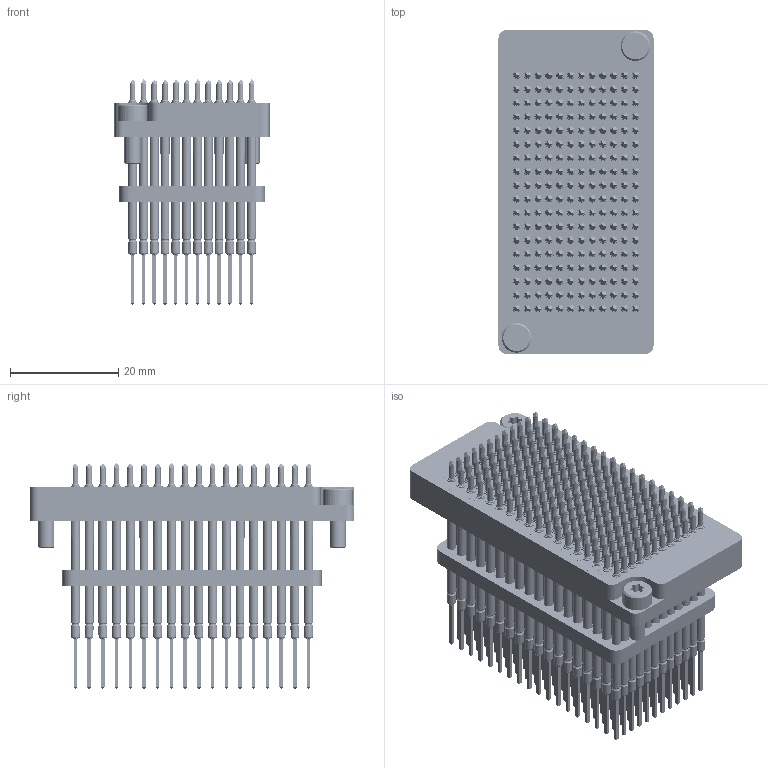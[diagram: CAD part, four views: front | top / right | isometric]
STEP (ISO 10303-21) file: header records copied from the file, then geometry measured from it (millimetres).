
FILE_DESCRIPTION (( 'STEP AP214' ), '1' );
FILE_NAME ('INGUN_116076.STEP', '2024-04-23T11:37:02', ( '' ), ( '' ), 'SwSTEP 2.0', 'SolidWorks 2021', '' );
FILE_SCHEMA (( 'AUTOMOTIVE_DESIGN' ));
Length unit declared in the file: millimetre
Products named in the file (8): 116073~0; DIN912~n_M03,0x008; 116072~0; 116073~0_S; GKS-945-0005__ADA~gks_S; KS-945-Master__ADA~ks_KS-945 47; INGUN_116076; INFO_4682~0_SBP-T_Kontaktierung-Seite<S>
Assembly tree (438 placements, depth 3):
  INGUN_116076
    116073~0_S
      116073~0
      INFO_4682~0_SBP-T_Kontaktierung-Seite<S>
    116072~0
    DIN912~n_M03,0x008  x2
    KS-945-Master__ADA~ks_KS-945 47  x216
    GKS-945-0005__ADA~gks_S  x216
Bounding box: 28.7 x 60 x 41.7 mm (x, y, z)
Volume: 30508 mm3; surface area: 75085.7 mm2
Topology: 905 solids, 905 shells, 15448 faces, 32046 edges, 18866 vertices
Faces by surface type: cylinder 6108, plane 3996, cone 2592, torus 2592, bspline 160
Entity records: 72285 total; most frequent: CARTESIAN_POINT 20478, DIRECTION 11154, ORIENTED_EDGE 9770, EDGE_CURVE 4885, AXIS2_PLACEMENT_3D 4454, VERTEX_POINT 2910, EDGE_LOOP 2581, CIRCLE 2298
